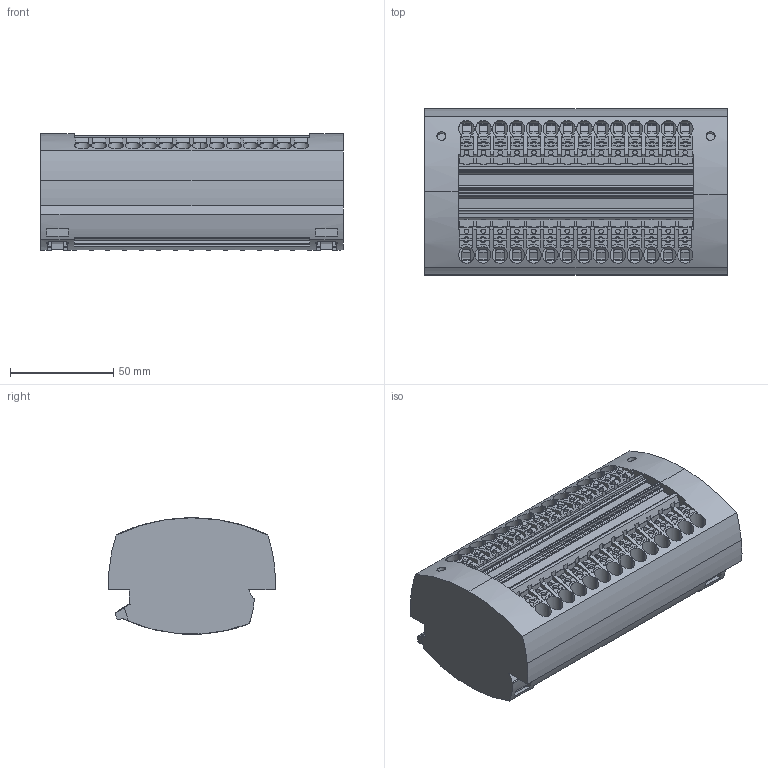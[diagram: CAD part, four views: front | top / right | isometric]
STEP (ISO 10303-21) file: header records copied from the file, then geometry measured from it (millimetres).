
FILE_DESCRIPTION(('Creo Elements/Direct Modeling STEP Export'),'2;1');
FILE_NAME('model.stp','2020-09-23T13:05:44',(''),(''),'Creo Elements/Direct Modeling STEP processor for AP214 (Solid Model)','Creo Elements/Direct Modeling 20.1A 29-Sep-2018 (C) Parametric Technology GmbH','');
FILE_SCHEMA(('AUTOMOTIVE_DESIGN { 1 0 10303 214 1 1 1 1 }'));
Products named in the file (2): PTWE_6_2_C14-select
Assembly tree (1 placements, depth 2):
  PTWE_6_2_C14-select
    PTWE_6_2_C14-select
Bounding box: 146.76 x 80.89 x 56.5 mm (x, y, z)
Volume: 473408.9 mm3; surface area: 75436.3 mm2
Topology: 1 solids, 1 shells, 2147 faces, 6178 edges, 4081 vertices
Faces by surface type: plane 1742, cylinder 205, extrusion 142, cone 58
Entity records: 107201 total; most frequent: CARTESIAN_POINT 35435, ORIENTED_EDGE 12356, DIRECTION 9934, EDGE_CURVE 6178, VECTOR 4440, LINE 4298, VERTEX_POINT 4081, AXIS2_PLACEMENT_3D 2747
